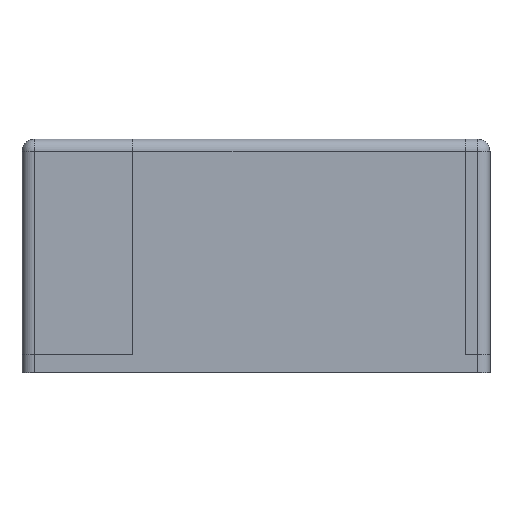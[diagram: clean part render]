
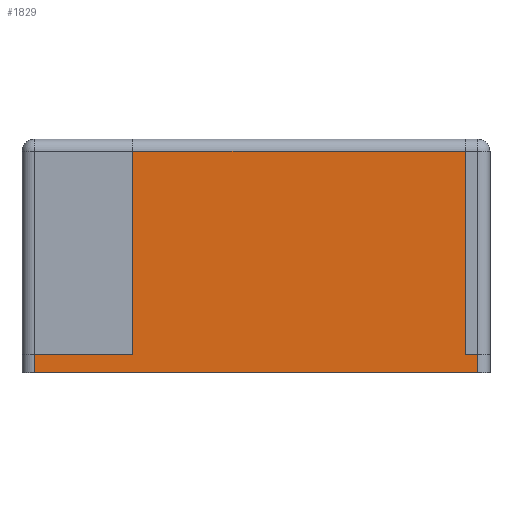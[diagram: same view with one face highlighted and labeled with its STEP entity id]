
A CAD part, left-side view. The second image highlights one B-rep face of the part: STEP entity #1829.
In plain terms, the highlighted planar face has unit normal (-1, 0, 0).
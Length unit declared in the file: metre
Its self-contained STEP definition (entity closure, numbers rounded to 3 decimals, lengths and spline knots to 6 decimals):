
#219=LINE('',#3640,#367);
#222=LINE('',#3645,#370);
#223=LINE('',#3649,#371);
#224=LINE('',#3651,#372);
#225=LINE('',#3653,#373);
#226=LINE('',#3654,#374);
#227=LINE('',#3656,#375);
#228=LINE('',#3658,#376);
#367=VECTOR('',#2365,1.);
#370=VECTOR('',#2368,1.);
#371=VECTOR('',#2373,1.);
#372=VECTOR('',#2374,1.);
#373=VECTOR('',#2375,1.);
#374=VECTOR('',#2376,1.);
#375=VECTOR('',#2377,1.);
#376=VECTOR('',#2378,1.);
#756=ORIENTED_EDGE('',*,*,#1174,.T.);
#757=ORIENTED_EDGE('',*,*,#1179,.T.);
#758=ORIENTED_EDGE('',*,*,#1180,.F.);
#759=ORIENTED_EDGE('',*,*,#1181,.T.);
#760=ORIENTED_EDGE('',*,*,#1177,.T.);
#761=ORIENTED_EDGE('',*,*,#1182,.F.);
#762=ORIENTED_EDGE('',*,*,#1183,.T.);
#763=ORIENTED_EDGE('',*,*,#1184,.T.);
#1174=EDGE_CURVE('',#1397,#1396,#219,.T.);
#1177=EDGE_CURVE('',#1399,#1398,#222,.T.);
#1179=EDGE_CURVE('',#1396,#1400,#223,.F.);
#1180=EDGE_CURVE('',#1401,#1400,#224,.T.);
#1181=EDGE_CURVE('',#1401,#1399,#225,.T.);
#1182=EDGE_CURVE('',#1402,#1398,#226,.T.);
#1183=EDGE_CURVE('',#1402,#1403,#227,.F.);
#1184=EDGE_CURVE('',#1403,#1397,#228,.T.);
#1396=VERTEX_POINT('',#3639);
#1397=VERTEX_POINT('',#3641);
#1398=VERTEX_POINT('',#3644);
#1399=VERTEX_POINT('',#3646);
#1400=VERTEX_POINT('',#3650);
#1401=VERTEX_POINT('',#3652);
#1402=VERTEX_POINT('',#3655);
#1403=VERTEX_POINT('',#3657);
#1547=EDGE_LOOP('',(#756,#757,#758,#759,#760,#761,#762,#763));
#1663=FACE_BOUND('',#1547,.T.);
#1726=PLANE('',#2005);
#1829=ADVANCED_FACE('',(#1663),#1726,.F.);
#2005=AXIS2_PLACEMENT_3D('',#3648,#2371,#2372);
#2365=DIRECTION('',(0.,1.,0.));
#2368=DIRECTION('',(0.,1.,0.));
#2371=DIRECTION('',(1.,0.,0.));
#2372=DIRECTION('',(0.,0.,-1.));
#2373=DIRECTION('',(0.,0.,1.));
#2374=DIRECTION('',(0.,1.,0.));
#2375=DIRECTION('',(0.,0.,1.));
#2376=DIRECTION('',(0.,0.,-1.));
#2377=DIRECTION('',(0.,-1.,0.));
#2378=DIRECTION('',(0.,0.,-1.));
#3639=CARTESIAN_POINT('',(-0.046331,0.080416,0.));
#3640=CARTESIAN_POINT('',(-0.046331,0.073416,0.));
#3641=CARTESIAN_POINT('',(-0.046331,0.064416,0.));
#3644=CARTESIAN_POINT('',(-0.046331,0.010416,0.));
#3645=CARTESIAN_POINT('',(-0.046331,0.073416,0.));
#3646=CARTESIAN_POINT('',(-0.046331,0.008416,0.));
#3648=CARTESIAN_POINT('',(-0.046331,0.073416,-0.003));
#3649=CARTESIAN_POINT('',(-0.046331,0.080416,-0.003));
#3650=CARTESIAN_POINT('',(-0.046331,0.080416,-0.003));
#3651=CARTESIAN_POINT('',(-0.046331,0.073416,-0.003));
#3652=CARTESIAN_POINT('',(-0.046331,0.008416,-0.003));
#3653=CARTESIAN_POINT('',(-0.046331,0.008416,0.));
#3654=CARTESIAN_POINT('',(-0.046331,0.010416,0.035));
#3655=CARTESIAN_POINT('',(-0.046331,0.010416,0.033));
#3656=CARTESIAN_POINT('',(-0.046331,0.064416,0.033));
#3657=CARTESIAN_POINT('',(-0.046331,0.064416,0.033));
#3658=CARTESIAN_POINT('',(-0.046331,0.064416,0.035));
